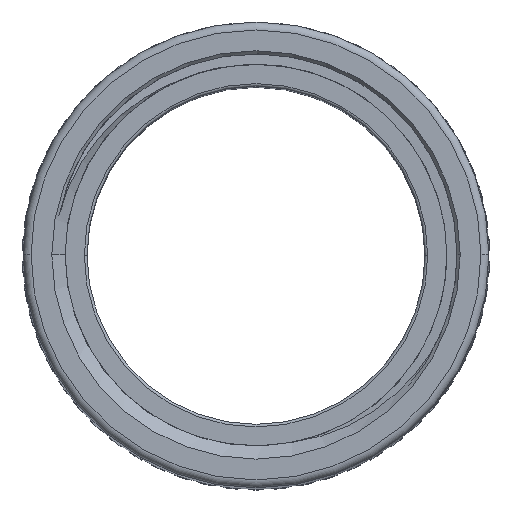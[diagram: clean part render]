
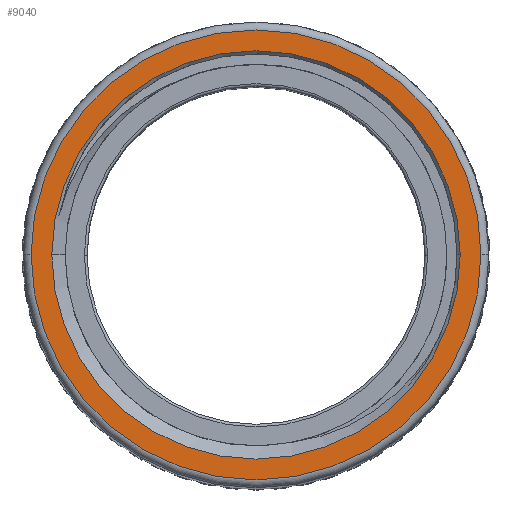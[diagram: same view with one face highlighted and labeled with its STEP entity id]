
A CAD part, top view. The second image highlights one B-rep face of the part: STEP entity #9040.
In plain terms, the highlighted planar face has unit normal (0, 0, 1).
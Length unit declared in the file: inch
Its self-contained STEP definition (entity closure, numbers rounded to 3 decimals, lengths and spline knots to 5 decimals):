
#144 = VERTEX_POINT ( 'NONE', #3765 ) ;
#244 = FACE_BOUND ( 'NONE', #5404, .T. ) ;
#297 = DIRECTION ( 'NONE',  ( 1., 0., 0. ) ) ;
#541 = CARTESIAN_POINT ( 'NONE',  ( 0., 0., 0. ) ) ;
#1062 = CARTESIAN_POINT ( 'NONE',  ( 0., 0., 0. ) ) ;
#1154 = EDGE_LOOP ( 'NONE', ( #5414, #6367 ) ) ;
#1984 = DIRECTION ( 'NONE',  ( 0., 0., 1. ) ) ;
#2125 = DIRECTION ( 'NONE',  ( 0., 0., -1. ) ) ;
#2147 = CARTESIAN_POINT ( 'NONE',  ( -0.3835, 0., 0. ) ) ;
#2213 = AXIS2_PLACEMENT_3D ( 'NONE', #2821, #1984, #7326 ) ;
#2296 = CARTESIAN_POINT ( 'NONE',  ( -0.4225, 0., 0. ) ) ;
#2324 = CIRCLE ( 'NONE', #3320, 0.3835 ) ;
#2493 = ORIENTED_EDGE ( 'NONE', *, *, #5398, .T. ) ;
#2601 = CARTESIAN_POINT ( 'NONE',  ( 0., 0., 0. ) ) ;
#2821 = CARTESIAN_POINT ( 'NONE',  ( 0., 0., 0. ) ) ;
#2845 = CIRCLE ( 'NONE', #5785, 0.4225 ) ;
#3320 = AXIS2_PLACEMENT_3D ( 'NONE', #7364, #5779, #9542 ) ;
#3663 = EDGE_CURVE ( 'NONE', #4112, #144, #2845, .T. ) ;
#3682 = DIRECTION ( 'NONE',  ( 1., 0., 0. ) ) ;
#3765 = CARTESIAN_POINT ( 'NONE',  ( 0.4225, 0., 0. ) ) ;
#4112 = VERTEX_POINT ( 'NONE', #2296 ) ;
#4210 = DIRECTION ( 'NONE',  ( 0., 0., 1. ) ) ;
#4393 = AXIS2_PLACEMENT_3D ( 'NONE', #541, #2125, #3682 ) ;
#4757 = FACE_OUTER_BOUND ( 'NONE', #1154, .T. ) ;
#5398 = EDGE_CURVE ( 'NONE', #7662, #8977, #2324, .T. ) ;
#5404 = EDGE_LOOP ( 'NONE', ( #9416, #2493 ) ) ;
#5414 = ORIENTED_EDGE ( 'NONE', *, *, #6597, .T. ) ;
#5544 = CIRCLE ( 'NONE', #4393, 0.3835 ) ;
#5723 = DIRECTION ( 'NONE',  ( 0., 0., 1. ) ) ;
#5779 = DIRECTION ( 'NONE',  ( 0., 0., -1. ) ) ;
#5785 = AXIS2_PLACEMENT_3D ( 'NONE', #1062, #4210, #297 ) ;
#6367 = ORIENTED_EDGE ( 'NONE', *, *, #3663, .T. ) ;
#6397 = CARTESIAN_POINT ( 'NONE',  ( 0.3835, 0., 0. ) ) ;
#6597 = EDGE_CURVE ( 'NONE', #144, #4112, #9926, .T. ) ;
#7326 = DIRECTION ( 'NONE',  ( 1., 0., 0. ) ) ;
#7364 = CARTESIAN_POINT ( 'NONE',  ( 0., 0., 0. ) ) ;
#7662 = VERTEX_POINT ( 'NONE', #2147 ) ;
#7883 = DIRECTION ( 'NONE',  ( 1., 0., 0. ) ) ;
#8830 = AXIS2_PLACEMENT_3D ( 'NONE', #2601, #5723, #7883 ) ;
#8977 = VERTEX_POINT ( 'NONE', #6397 ) ;
#9040 = ADVANCED_FACE ( 'NONE', ( #4757, #244 ), #9637, .T. ) ;
#9330 = EDGE_CURVE ( 'NONE', #8977, #7662, #5544, .T. ) ;
#9416 = ORIENTED_EDGE ( 'NONE', *, *, #9330, .T. ) ;
#9542 = DIRECTION ( 'NONE',  ( 1., 0., 0. ) ) ;
#9637 = PLANE ( 'NONE',  #8830 ) ;
#9926 = CIRCLE ( 'NONE', #2213, 0.4225 ) ;
